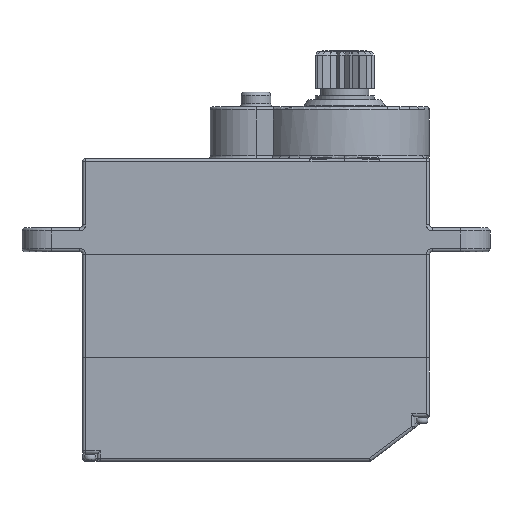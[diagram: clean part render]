
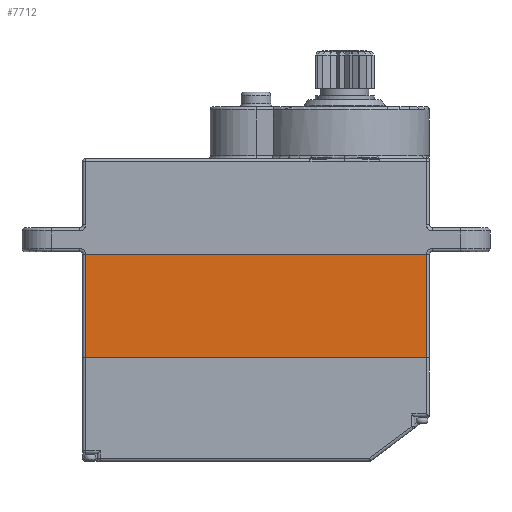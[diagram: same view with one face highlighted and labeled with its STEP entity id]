
A CAD part, front view. The second image highlights one B-rep face of the part: STEP entity #7712.
In plain terms, the highlighted planar face has unit normal (0, -1, 0).
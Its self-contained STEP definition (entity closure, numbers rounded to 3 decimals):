
#1242=FACE_OUTER_BOUND('',#1733,.T.);
#1733=EDGE_LOOP('',(#6548,#6549,#6550,#6551));
#2333=LINE('',#14520,#2881);
#2334=LINE('',#14525,#2882);
#2335=LINE('',#14528,#2883);
#2336=LINE('',#14530,#2884);
#2881=VECTOR('',#10366,10.);
#2882=VECTOR('',#10371,10.);
#2883=VECTOR('',#10376,10.);
#2884=VECTOR('',#10379,10.);
#3496=VERTEX_POINT('',#14516);
#3497=VERTEX_POINT('',#14518);
#3498=VERTEX_POINT('',#14522);
#3499=VERTEX_POINT('',#14524);
#4529=EDGE_CURVE('',#3497,#3496,#2333,.T.);
#4531=EDGE_CURVE('',#3498,#3499,#2334,.T.);
#4533=EDGE_CURVE('',#3498,#3496,#2335,.T.);
#4534=EDGE_CURVE('',#3499,#3497,#2336,.T.);
#6548=ORIENTED_EDGE('',*,*,#4534,.F.);
#6549=ORIENTED_EDGE('',*,*,#4531,.F.);
#6550=ORIENTED_EDGE('',*,*,#4533,.T.);
#6551=ORIENTED_EDGE('',*,*,#4529,.F.);
#7325=PLANE('',#8461);
#7712=ADVANCED_FACE('',(#1242),#7325,.T.);
#8461=AXIS2_PLACEMENT_3D('',#14529,#10377,#10378);
#10366=DIRECTION('',(0.,0.,-1.));
#10371=DIRECTION('',(0.,0.,1.));
#10376=DIRECTION('',(1.,0.,0.));
#10377=DIRECTION('center_axis',(0.,-1.,0.));
#10378=DIRECTION('ref_axis',(1.,0.,0.));
#10379=DIRECTION('',(1.,0.,0.));
#14516=CARTESIAN_POINT('',(11.55,-5.75,7.));
#14518=CARTESIAN_POINT('',(11.55,-5.75,14.));
#14520=CARTESIAN_POINT('',(11.55,-5.75,0.));
#14522=CARTESIAN_POINT('',(-11.55,-5.75,7.));
#14524=CARTESIAN_POINT('',(-11.55,-5.75,14.));
#14525=CARTESIAN_POINT('',(-11.55,-5.75,0.));
#14528=CARTESIAN_POINT('',(-5.875,-5.75,7.));
#14529=CARTESIAN_POINT('Origin',(-11.75,-5.75,0.));
#14530=CARTESIAN_POINT('',(-5.875,-5.75,14.));
